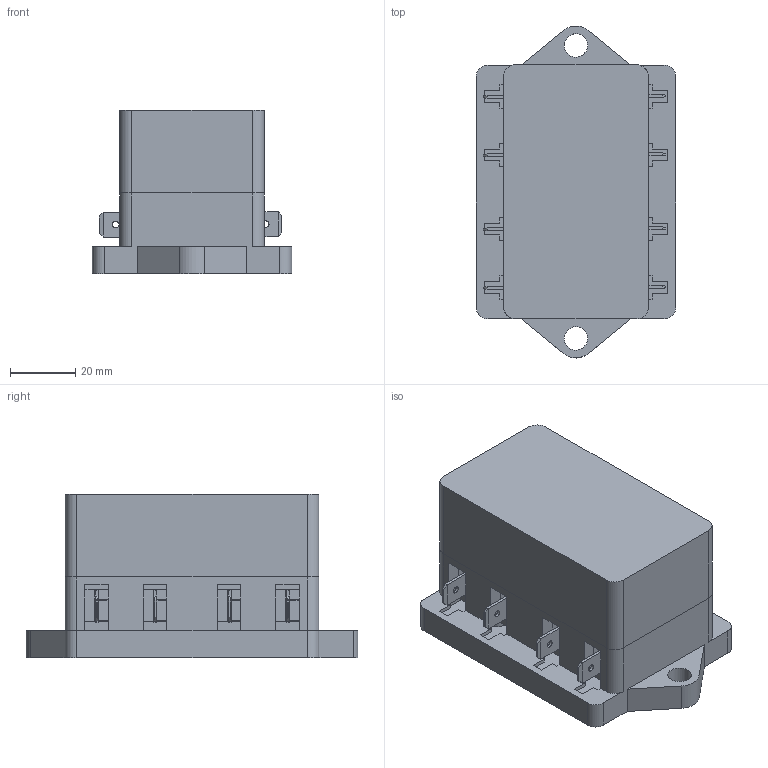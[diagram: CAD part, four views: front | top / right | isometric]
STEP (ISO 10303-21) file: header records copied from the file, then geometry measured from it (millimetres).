
FILE_DESCRIPTION(('FreeCAD Model'),'2;1');
FILE_NAME('Open CASCADE Shape Model','2025-04-17T13:35:20',('FreeCAD'),( 'FreeCAD'),'Open CASCADE STEP processor 7.6','FreeCAD','Unknown');
FILE_SCHEMA(('AUTOMOTIVE_DESIGN { 1 0 10303 214 1 1 1 1 }'));
Products named in the file (1): Open CASCADE STEP translator 7.6 1
Bounding box: 61.32 x 102.12 x 50.4 mm (x, y, z)
Volume: 113514.9 mm3; surface area: 96761.2 mm2
Topology: 43 solids, 43 shells, 1308 faces, 3419 edges, 2234 vertices
Faces by surface type: bspline 1308
Entity records: 37540 total; most frequent: CARTESIAN_POINT 16857, ORIENTED_EDGE 6838, EDGE_CURVE 3419, B_SPLINE_CURVE_WITH_KNOTS 2863, VERTEX_POINT 2234, FACE_BOUND 1445, EDGE_LOOP 1445, ADVANCED_FACE 1308
